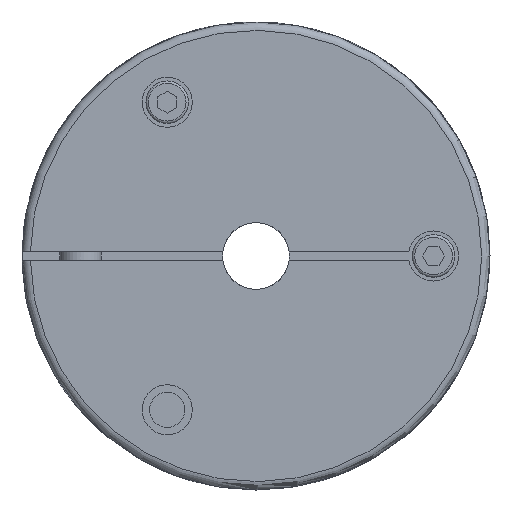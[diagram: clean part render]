
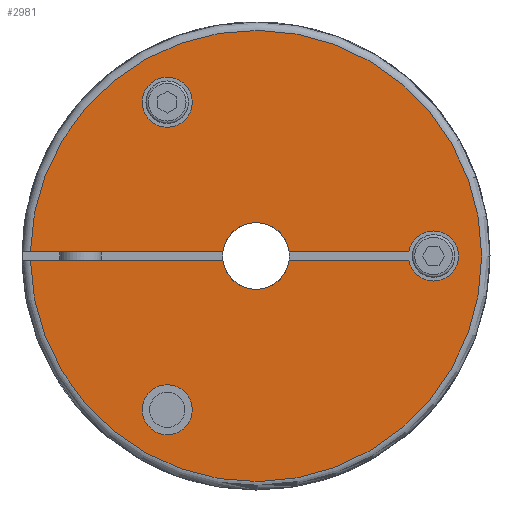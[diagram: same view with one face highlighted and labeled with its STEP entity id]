
A CAD part, left-side view. The second image highlights one B-rep face of the part: STEP entity #2981.
In plain terms, the highlighted planar face has unit normal (-1, 0, 0).
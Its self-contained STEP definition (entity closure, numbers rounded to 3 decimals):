
#150=LINE('',#4504,#380);
#151=LINE('',#4509,#381);
#152=LINE('',#4513,#382);
#153=LINE('',#4517,#383);
#380=VECTOR('',#3582,1000.);
#381=VECTOR('',#3585,1000.);
#382=VECTOR('',#3588,1000.);
#383=VECTOR('',#3591,1000.);
#610=ORIENTED_EDGE('',*,*,#1394,.T.);
#611=ORIENTED_EDGE('',*,*,#1395,.T.);
#612=ORIENTED_EDGE('',*,*,#1396,.T.);
#613=ORIENTED_EDGE('',*,*,#1397,.T.);
#614=ORIENTED_EDGE('',*,*,#1398,.T.);
#615=ORIENTED_EDGE('',*,*,#1399,.T.);
#616=ORIENTED_EDGE('',*,*,#1400,.T.);
#617=ORIENTED_EDGE('',*,*,#1401,.F.);
#618=ORIENTED_EDGE('',*,*,#1402,.T.);
#619=ORIENTED_EDGE('',*,*,#1403,.T.);
#1394=EDGE_CURVE('',#1786,#1786,#2080,.T.);
#1395=EDGE_CURVE('',#1787,#1787,#2081,.T.);
#1396=EDGE_CURVE('',#1788,#1789,#150,.T.);
#1397=EDGE_CURVE('',#1789,#1790,#2082,.T.);
#1398=EDGE_CURVE('',#1790,#1791,#151,.T.);
#1399=EDGE_CURVE('',#1791,#1792,#2083,.T.);
#1400=EDGE_CURVE('',#1792,#1793,#152,.T.);
#1401=EDGE_CURVE('',#1794,#1793,#2084,.T.);
#1402=EDGE_CURVE('',#1794,#1795,#153,.T.);
#1403=EDGE_CURVE('',#1795,#1788,#2085,.T.);
#1786=VERTEX_POINT('',#4501);
#1787=VERTEX_POINT('',#4503);
#1788=VERTEX_POINT('',#4505);
#1789=VERTEX_POINT('',#4506);
#1790=VERTEX_POINT('',#4508);
#1791=VERTEX_POINT('',#4510);
#1792=VERTEX_POINT('',#4512);
#1793=VERTEX_POINT('',#4514);
#1794=VERTEX_POINT('',#4516);
#1795=VERTEX_POINT('',#4518);
#2080=CIRCLE('',#3229,3.);
#2081=CIRCLE('',#3230,3.);
#2082=CIRCLE('',#3231,3.);
#2083=CIRCLE('',#3232,4.);
#2084=CIRCLE('',#3233,27.);
#2085=CIRCLE('',#3234,4.);
#2216=EDGE_LOOP('',(#610));
#2217=EDGE_LOOP('',(#611));
#2218=EDGE_LOOP('',(#612,#613,#614,#615,#616,#617,#618,#619));
#2536=FACE_BOUND('',#2216,.T.);
#2537=FACE_BOUND('',#2217,.T.);
#2538=FACE_BOUND('',#2218,.T.);
#2856=PLANE('',#3228);
#2981=ADVANCED_FACE('',(#2536,#2537,#2538),#2856,.F.);
#3228=AXIS2_PLACEMENT_3D('',#4499,#3576,#3577);
#3229=AXIS2_PLACEMENT_3D('',#4500,#3578,#3579);
#3230=AXIS2_PLACEMENT_3D('',#4502,#3580,#3581);
#3231=AXIS2_PLACEMENT_3D('',#4507,#3583,#3584);
#3232=AXIS2_PLACEMENT_3D('',#4511,#3586,#3587);
#3233=AXIS2_PLACEMENT_3D('',#4515,#3589,#3590);
#3234=AXIS2_PLACEMENT_3D('',#4519,#3592,#3593);
#3576=DIRECTION('',(1.,0.,0.));
#3577=DIRECTION('',(0.,0.,-1.));
#3578=DIRECTION('',(1.,0.,0.));
#3579=DIRECTION('',(0.,0.,-1.));
#3580=DIRECTION('',(1.,0.,0.));
#3581=DIRECTION('',(0.,0.,-1.));
#3582=DIRECTION('',(0.,-1.,0.));
#3583=DIRECTION('',(1.,0.,0.));
#3584=DIRECTION('',(0.,0.,-1.));
#3585=DIRECTION('',(0.,1.,0.));
#3586=DIRECTION('',(1.,0.,0.));
#3587=DIRECTION('',(0.,0.,-1.));
#3588=DIRECTION('',(0.,1.,0.));
#3589=DIRECTION('',(1.,0.,0.));
#3590=DIRECTION('',(0.,0.,-1.));
#3591=DIRECTION('',(0.,-1.,0.));
#3592=DIRECTION('',(1.,0.,0.));
#3593=DIRECTION('',(0.,0.,-1.));
#4499=CARTESIAN_POINT('',(0.,0.,0.));
#4500=CARTESIAN_POINT('',(0.,10.625,-18.403));
#4501=CARTESIAN_POINT('',(0.,10.625,-21.403));
#4502=CARTESIAN_POINT('',(0.,10.625,18.403));
#4503=CARTESIAN_POINT('',(0.,10.625,15.403));
#4504=CARTESIAN_POINT('',(0.,0.,0.5));
#4505=CARTESIAN_POINT('',(0.,-3.969,0.5));
#4506=CARTESIAN_POINT('',(0.,-18.292,0.5));
#4507=CARTESIAN_POINT('',(0.,-21.25,0.));
#4508=CARTESIAN_POINT('',(0.,-18.292,-0.5));
#4509=CARTESIAN_POINT('',(0.,-18.55,-0.5));
#4510=CARTESIAN_POINT('',(0.,-3.969,-0.5));
#4511=CARTESIAN_POINT('',(0.,0.,0.));
#4512=CARTESIAN_POINT('',(0.,3.969,-0.5));
#4513=CARTESIAN_POINT('',(0.,0.,-0.5));
#4514=CARTESIAN_POINT('',(0.,26.995,-0.5));
#4515=CARTESIAN_POINT('',(0.,0.,0.));
#4516=CARTESIAN_POINT('',(0.,26.995,0.5));
#4517=CARTESIAN_POINT('',(0.,28.,0.5));
#4518=CARTESIAN_POINT('',(0.,3.969,0.5));
#4519=CARTESIAN_POINT('',(0.,0.,0.));
